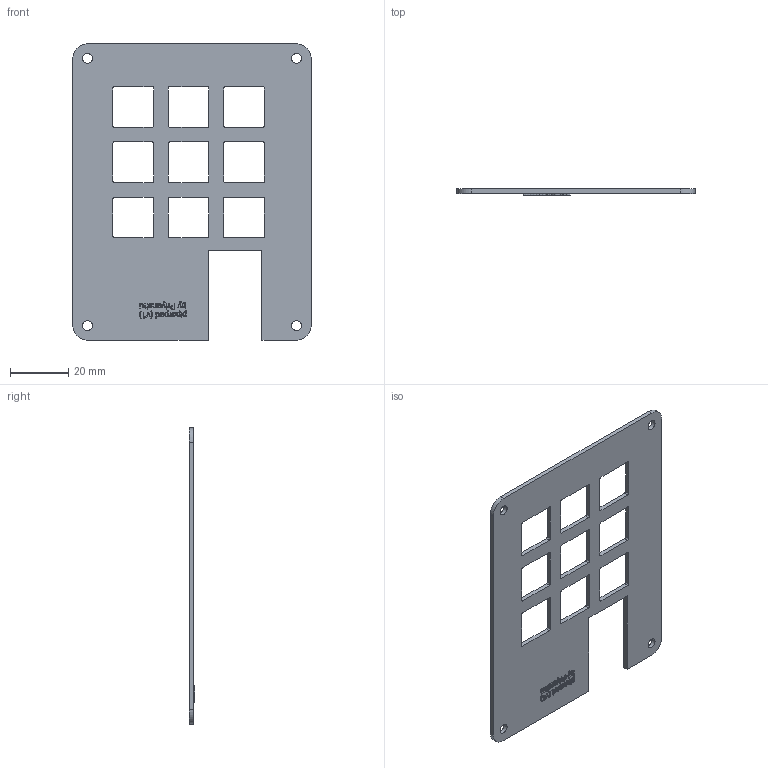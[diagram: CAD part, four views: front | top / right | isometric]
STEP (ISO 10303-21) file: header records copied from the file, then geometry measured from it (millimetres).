
FILE_DESCRIPTION(/* description */ (''),/* implementation_level */ '2;1');
FILE_NAME(/* name */ 'hackpad_top.step',/* time_stamp */ '2026-01-12T20:28:35+05:30',/* author */ (''),/* organization */ (''),/* preprocessor_version */ 'ST-DEVELOPER v20.1',/* originating_system */ 'Autodesk Translation Framework v14.21.0.0',/* authorisation */ '');
FILE_SCHEMA (('AUTOMOTIVE_DESIGN { 1 0 10303 214 3 1 1 }'));
Length unit declared in the file: millimetre
Products named in the file (1): 2026-01-12-20-03-00-032
Bounding box: 82 x 2 x 102 mm (x, y, z)
Volume: 8965.6 mm3; surface area: 13469.3 mm2
Topology: 1 solids, 1 shells, 552 faces, 1548 edges, 1032 vertices
Faces by surface type: bspline 300, plane 208, cylinder 44
Full cylindrical faces by diameter (mm): 3.4 x4
Entity records: 20565 total; most frequent: CARTESIAN_POINT 8233, ORIENTED_EDGE 3096, EDGE_CURVE 1548, DIRECTION 1542, VERTEX_POINT 1032, LINE 860, VECTOR 860, EDGE_LOOP 612
